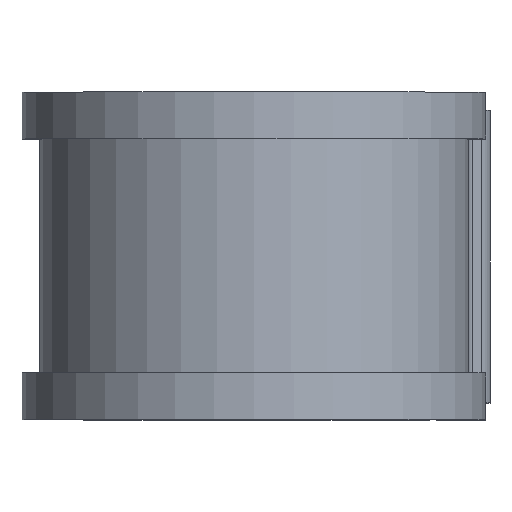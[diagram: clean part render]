
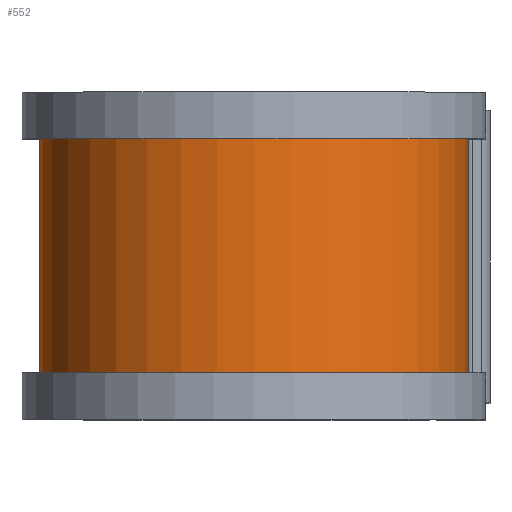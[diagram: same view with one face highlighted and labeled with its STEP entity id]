
A CAD part, top view. The second image highlights one B-rep face of the part: STEP entity #552.
In plain terms, the highlighted cylindrical face has radius 18.618 mm (diameter 37.236 mm), a partial arc.
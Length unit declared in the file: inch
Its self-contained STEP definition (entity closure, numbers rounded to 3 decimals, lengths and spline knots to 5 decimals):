
#3 = LINE ( 'NONE', #754, #458 ) ;
#139 = CARTESIAN_POINT ( 'NONE',  ( 0.733, 0.5, 0. ) ) ;
#195 = DIRECTION ( 'NONE',  ( 0., -1., 0. ) ) ;
#292 = DIRECTION ( 'NONE',  ( 0., 0., -1. ) ) ;
#300 = DIRECTION ( 'NONE',  ( 0., -1., 0. ) ) ;
#307 = CARTESIAN_POINT ( 'NONE',  ( 0.733, -0.4, 0. ) ) ;
#311 = CARTESIAN_POINT ( 'NONE',  ( 0., -0.4, 0. ) ) ;
#344 = VERTEX_POINT ( 'NONE', #910 ) ;
#357 = FACE_OUTER_BOUND ( 'NONE', #1731, .T. ) ;
#367 = ORIENTED_EDGE ( 'NONE', *, *, #1225, .F. ) ;
#389 = VERTEX_POINT ( 'NONE', #1222 ) ;
#390 = ORIENTED_EDGE ( 'NONE', *, *, #1470, .F. ) ;
#407 = ORIENTED_EDGE ( 'NONE', *, *, #1356, .T. ) ;
#457 = CIRCLE ( 'NONE', #896, 0.733 ) ;
#458 = VECTOR ( 'NONE', #747, 39.37008 ) ;
#461 = AXIS2_PLACEMENT_3D ( 'NONE', #311, #300, #292 ) ;
#492 = CARTESIAN_POINT ( 'NONE',  ( 0., 0.5, 0. ) ) ;
#531 = CARTESIAN_POINT ( 'NONE',  ( 0., 0.4, 0. ) ) ;
#552 = ADVANCED_FACE ( 'NONE', ( #357 ), #1405, .T. ) ;
#676 = DIRECTION ( 'NONE',  ( 0., 0., -1. ) ) ;
#747 = DIRECTION ( 'NONE',  ( 0., -1., 0. ) ) ;
#754 = CARTESIAN_POINT ( 'NONE',  ( 0., 0.5, -0.733 ) ) ;
#797 = VERTEX_POINT ( 'NONE', #307 ) ;
#820 = AXIS2_PLACEMENT_3D ( 'NONE', #492, #195, #1438 ) ;
#838 = DIRECTION ( 'NONE',  ( 0., -1., 0. ) ) ;
#854 = VECTOR ( 'NONE', #838, 39.37008 ) ;
#896 = AXIS2_PLACEMENT_3D ( 'NONE', #531, #1485, #676 ) ;
#910 = CARTESIAN_POINT ( 'NONE',  ( 0., 0.4, -0.733 ) ) ;
#1067 = EDGE_CURVE ( 'NONE', #344, #389, #3, .T. ) ;
#1222 = CARTESIAN_POINT ( 'NONE',  ( 0., -0.4, -0.733 ) ) ;
#1225 = EDGE_CURVE ( 'NONE', #797, #389, #1247, .T. ) ;
#1247 = CIRCLE ( 'NONE', #461, 0.733 ) ;
#1356 = EDGE_CURVE ( 'NONE', #1633, #344, #457, .T. ) ;
#1405 = CYLINDRICAL_SURFACE ( 'NONE', #820, 0.733 ) ;
#1416 = CARTESIAN_POINT ( 'NONE',  ( 0.733, 0.4, 0. ) ) ;
#1438 = DIRECTION ( 'NONE',  ( 0., 0., -1. ) ) ;
#1470 = EDGE_CURVE ( 'NONE', #1633, #797, #1565, .T. ) ;
#1485 = DIRECTION ( 'NONE',  ( 0., -1., 0. ) ) ;
#1565 = LINE ( 'NONE', #139, #854 ) ;
#1633 = VERTEX_POINT ( 'NONE', #1416 ) ;
#1668 = ORIENTED_EDGE ( 'NONE', *, *, #1067, .T. ) ;
#1731 = EDGE_LOOP ( 'NONE', ( #390, #407, #1668, #367 ) ) ;
